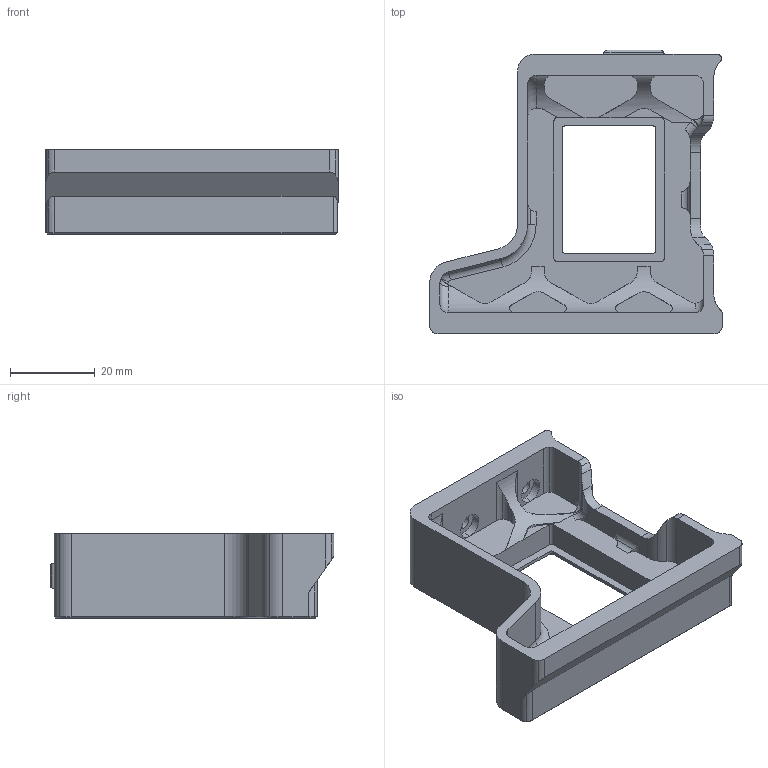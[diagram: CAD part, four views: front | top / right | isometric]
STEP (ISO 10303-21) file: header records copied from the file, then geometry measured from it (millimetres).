
FILE_DESCRIPTION (( 'STEP AP214' ), '1' );
FILE_NAME ('Side_Skirt_250_DPST_Rocker_a.STEP', '2023-01-16T02:54:07', ( '' ), ( '' ), 'SwSTEP 2.0', 'SolidWorks 2023', '' );
FILE_SCHEMA (( 'AUTOMOTIVE_DESIGN' ));
Length unit declared in the file: millimetre
Products named in the file (1): Side_Skirt_250_DPST_Rocker_a
Bounding box: 69 x 67 x 20 mm (x, y, z)
Volume: 26503.6 mm3; surface area: 13832.1 mm2
Topology: 1 solids, 1 shells, 236 faces, 648 edges, 414 vertices
Faces by surface type: cylinder 119, plane 84, cone 21, torus 6, bspline 6
Entity records: 8203 total; most frequent: CARTESIAN_POINT 2353, ORIENTED_EDGE 1294, DIRECTION 1168, EDGE_CURVE 647, AXIS2_PLACEMENT_3D 419, VERTEX_POINT 414, VECTOR 330, LINE 330
